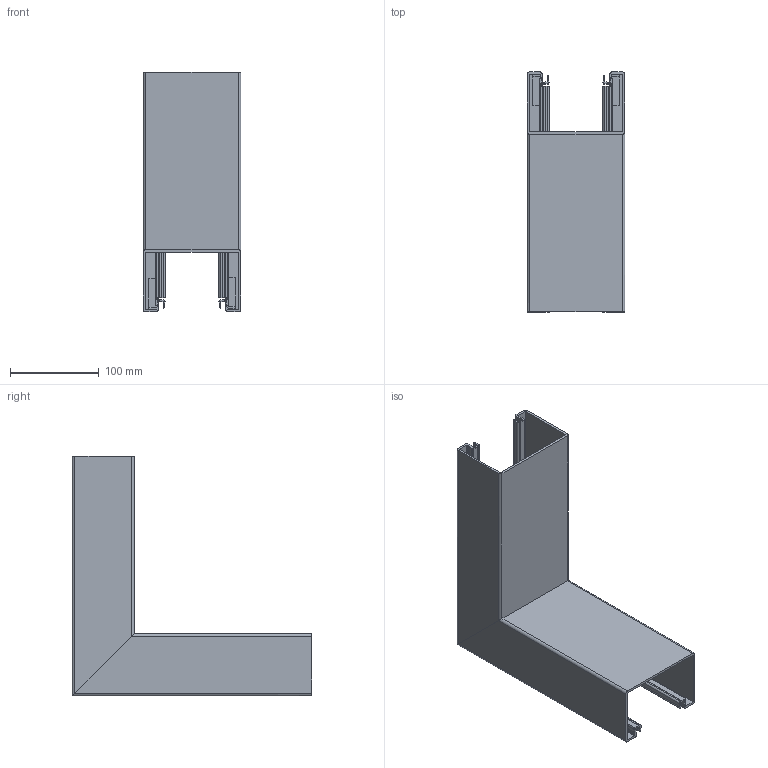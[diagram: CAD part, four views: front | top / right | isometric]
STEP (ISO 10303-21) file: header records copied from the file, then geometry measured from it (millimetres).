
FILE_DESCRIPTION (( 'STEP AP214' ), '1' );
FILE_NAME ('6274316.stp', '2016-04-29T13:44:59', ( '' ), ( '' ), 'SwSTEP 2.0', 'SolidWorks 2014', '' );
FILE_SCHEMA (( 'AUTOMOTIVE_DESIGN' ));
Length unit declared in the file: millimetre
Products named in the file (3): 6274316; 014531_GK-A70110_T; 024339_8
Assembly tree (4 placements, depth 2):
  6274316
    014531_GK-A70110_T  x2
    024339_8  x2
Bounding box: 110 x 270 x 270 mm (x, y, z)
Volume: 381067.5 mm3; surface area: 304778.6 mm2
Topology: 4 solids, 4 shells, 176 faces, 504 edges, 336 vertices
Faces by surface type: plane 104, cylinder 72
Entity records: 2998 total; most frequent: CARTESIAN_POINT 563, ORIENTED_EDGE 504, DIRECTION 482, EDGE_CURVE 252, VECTOR 180, LINE 180, VERTEX_POINT 168, AXIS2_PLACEMENT_3D 151
